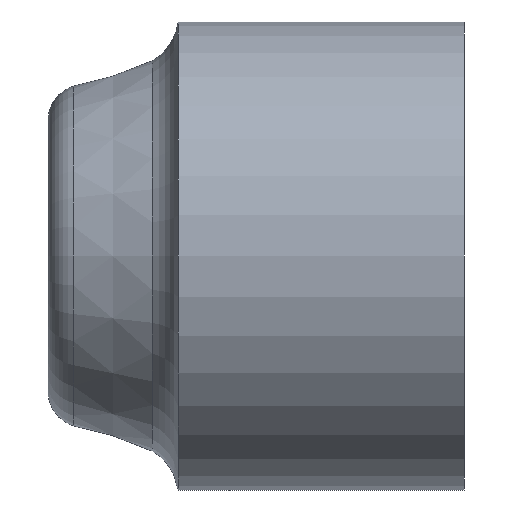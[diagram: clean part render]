
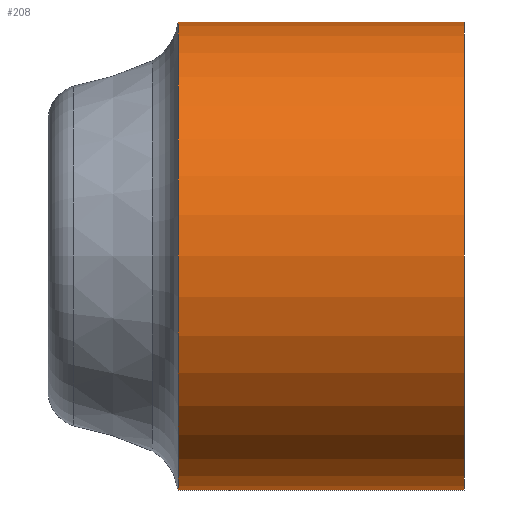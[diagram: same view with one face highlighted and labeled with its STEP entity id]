
A CAD part, front view. The second image highlights one B-rep face of the part: STEP entity #208.
In plain terms, the highlighted cylindrical face has radius 4.5 mm (diameter 9 mm), a full revolution.
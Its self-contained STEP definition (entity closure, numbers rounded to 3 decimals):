
#29=FACE_OUTER_BOUND('',#38,.T.);
#38=EDGE_LOOP('',(#187,#188,#189,#190,#191,#192,#193));
#45=LINE('',#432,#50);
#50=VECTOR('',#339,4.5);
#73=CIRCLE('',#258,4.5);
#74=CIRCLE('',#259,4.5);
#75=CIRCLE('',#260,4.5);
#76=CIRCLE('',#262,4.5);
#77=CIRCLE('',#263,4.5);
#97=VERTEX_POINT('',#420);
#98=VERTEX_POINT('',#422);
#99=VERTEX_POINT('',#424);
#100=VERTEX_POINT('',#428);
#101=VERTEX_POINT('',#429);
#128=EDGE_CURVE('',#98,#97,#73,.T.);
#129=EDGE_CURVE('',#99,#98,#74,.T.);
#130=EDGE_CURVE('',#97,#99,#75,.T.);
#131=EDGE_CURVE('',#100,#101,#76,.T.);
#132=EDGE_CURVE('',#101,#100,#77,.T.);
#133=EDGE_CURVE('',#101,#99,#45,.T.);
#187=ORIENTED_EDGE('',*,*,#131,.F.);
#188=ORIENTED_EDGE('',*,*,#132,.F.);
#189=ORIENTED_EDGE('',*,*,#133,.T.);
#190=ORIENTED_EDGE('',*,*,#129,.T.);
#191=ORIENTED_EDGE('',*,*,#128,.T.);
#192=ORIENTED_EDGE('',*,*,#130,.T.);
#193=ORIENTED_EDGE('',*,*,#133,.F.);
#200=CYLINDRICAL_SURFACE('',#261,4.5);
#208=ADVANCED_FACE('',(#29),#200,.T.);
#258=AXIS2_PLACEMENT_3D('',#423,#327,#328);
#259=AXIS2_PLACEMENT_3D('',#425,#329,#330);
#260=AXIS2_PLACEMENT_3D('',#426,#331,#332);
#261=AXIS2_PLACEMENT_3D('',#427,#333,#334);
#262=AXIS2_PLACEMENT_3D('',#430,#335,#336);
#263=AXIS2_PLACEMENT_3D('',#431,#337,#338);
#327=DIRECTION('center_axis',(1.,0.,0.));
#328=DIRECTION('ref_axis',(0.,0.,-1.));
#329=DIRECTION('center_axis',(1.,0.,0.));
#330=DIRECTION('ref_axis',(0.,0.,-1.));
#331=DIRECTION('center_axis',(1.,0.,0.));
#332=DIRECTION('ref_axis',(0.,0.,-1.));
#333=DIRECTION('center_axis',(1.,0.,0.));
#334=DIRECTION('ref_axis',(0.,1.,0.));
#335=DIRECTION('center_axis',(1.,0.,0.));
#336=DIRECTION('ref_axis',(0.,0.,-1.));
#337=DIRECTION('center_axis',(1.,0.,0.));
#338=DIRECTION('ref_axis',(0.,0.,-1.));
#339=DIRECTION('',(-1.,0.,0.));
#420=CARTESIAN_POINT('',(-5.5,0.,4.5));
#422=CARTESIAN_POINT('',(-5.5,4.5,0.));
#423=CARTESIAN_POINT('Origin',(-5.5,0.,0.));
#424=CARTESIAN_POINT('',(-5.5,-4.5,0.));
#425=CARTESIAN_POINT('Origin',(-5.5,0.,0.));
#426=CARTESIAN_POINT('Origin',(-5.5,0.,0.));
#427=CARTESIAN_POINT('Origin',(-2.75,0.,0.));
#428=CARTESIAN_POINT('',(0.,4.5,0.));
#429=CARTESIAN_POINT('',(0.,-4.5,0.));
#430=CARTESIAN_POINT('Origin',(0.,0.,0.));
#431=CARTESIAN_POINT('Origin',(0.,0.,0.));
#432=CARTESIAN_POINT('',(-2.75,-4.5,0.));
